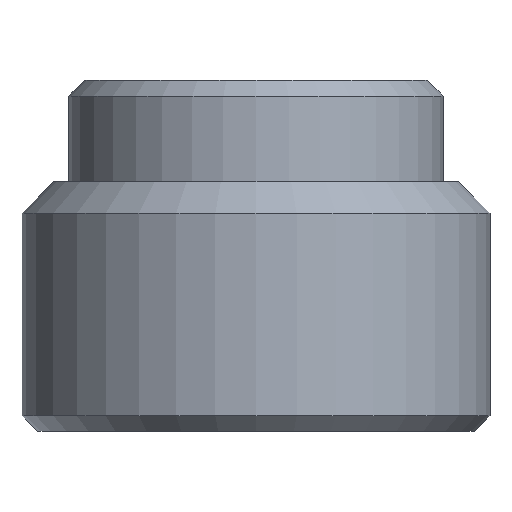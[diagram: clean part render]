
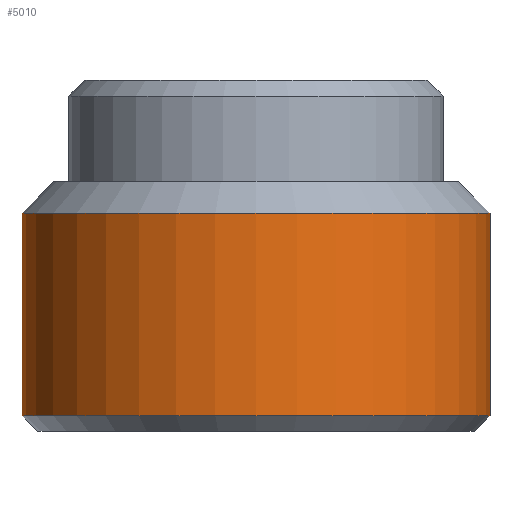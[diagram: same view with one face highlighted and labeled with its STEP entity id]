
A CAD part, front view. The second image highlights one B-rep face of the part: STEP entity #5010.
In plain terms, the highlighted cylindrical face has radius 7.62 mm (diameter 15.24 mm), a partial arc.
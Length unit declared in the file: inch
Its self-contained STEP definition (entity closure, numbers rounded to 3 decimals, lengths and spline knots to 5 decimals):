
#295 = CARTESIAN_POINT ( 'NONE',  ( 1.01407, -0.28408, -0.28711 ) ) ;
#433 = CYLINDRICAL_SURFACE ( 'NONE', #6890, 0.3 ) ;
#505 = CARTESIAN_POINT ( 'NONE',  ( 0.71407, -0.28408, -0.28711 ) ) ;
#583 = AXIS2_PLACEMENT_3D ( 'NONE', #295, #8695, #11493 ) ;
#647 = AXIS2_PLACEMENT_3D ( 'NONE', #6334, #3548, #8308 ) ;
#900 = EDGE_CURVE ( 'NONE', #3593, #6821, #7772, .T. ) ;
#1385 = ORIENTED_EDGE ( 'NONE', *, *, #3961, .T. ) ;
#1934 = CIRCLE ( 'NONE', #583, 0.3 ) ;
#3548 = DIRECTION ( 'NONE',  ( 0., 0., 1. ) ) ;
#3593 = VERTEX_POINT ( 'NONE', #9028 ) ;
#3961 = EDGE_CURVE ( 'NONE', #8972, #6821, #1934, .T. ) ;
#4300 = VECTOR ( 'NONE', #7972, 39.37008 ) ;
#4384 = ORIENTED_EDGE ( 'NONE', *, *, #6850, .T. ) ;
#4949 = VERTEX_POINT ( 'NONE', #8247 ) ;
#5010 = ADVANCED_FACE ( 'NONE', ( #5129 ), #433, .T. ) ;
#5129 = FACE_OUTER_BOUND ( 'NONE', #5999, .T. ) ;
#5477 = EDGE_CURVE ( 'NONE', #3593, #4949, #12026, .T. ) ;
#5689 = DIRECTION ( 'NONE',  ( 1., 0., 0. ) ) ;
#5999 = EDGE_LOOP ( 'NONE', ( #6443, #6004, #4384, #1385 ) ) ;
#6004 = ORIENTED_EDGE ( 'NONE', *, *, #5477, .T. ) ;
#6166 = CARTESIAN_POINT ( 'NONE',  ( 1.31407, -0.28408, -0.11711 ) ) ;
#6334 = CARTESIAN_POINT ( 'NONE',  ( 1.01407, -0.28408, -0.54711 ) ) ;
#6443 = ORIENTED_EDGE ( 'NONE', *, *, #900, .F. ) ;
#6821 = VERTEX_POINT ( 'NONE', #505 ) ;
#6839 = LINE ( 'NONE', #6166, #4300 ) ;
#6850 = EDGE_CURVE ( 'NONE', #4949, #8972, #6839, .T. ) ;
#6890 = AXIS2_PLACEMENT_3D ( 'NONE', #12004, #7340, #5689 ) ;
#6937 = CARTESIAN_POINT ( 'NONE',  ( 1.31407, -0.28408, -0.28711 ) ) ;
#7340 = DIRECTION ( 'NONE',  ( 0., 0., 1. ) ) ;
#7772 = LINE ( 'NONE', #11197, #9228 ) ;
#7972 = DIRECTION ( 'NONE',  ( 0., 0., 1. ) ) ;
#8247 = CARTESIAN_POINT ( 'NONE',  ( 1.31407, -0.28408, -0.54711 ) ) ;
#8308 = DIRECTION ( 'NONE',  ( 1., 0., 0. ) ) ;
#8508 = DIRECTION ( 'NONE',  ( 0., 0., 1. ) ) ;
#8695 = DIRECTION ( 'NONE',  ( 0., 0., -1. ) ) ;
#8972 = VERTEX_POINT ( 'NONE', #6937 ) ;
#9028 = CARTESIAN_POINT ( 'NONE',  ( 0.71407, -0.28408, -0.54711 ) ) ;
#9228 = VECTOR ( 'NONE', #8508, 39.37008 ) ;
#11197 = CARTESIAN_POINT ( 'NONE',  ( 0.71407, -0.28408, -0.11711 ) ) ;
#11493 = DIRECTION ( 'NONE',  ( -1., 0., 0. ) ) ;
#12004 = CARTESIAN_POINT ( 'NONE',  ( 1.01407, -0.28408, -0.11711 ) ) ;
#12026 = CIRCLE ( 'NONE', #647, 0.3 ) ;
